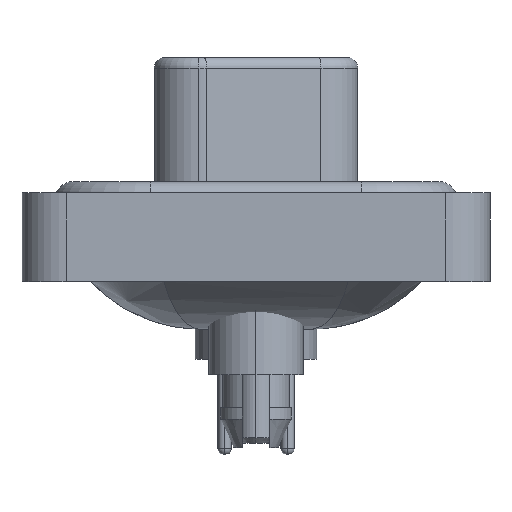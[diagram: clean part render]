
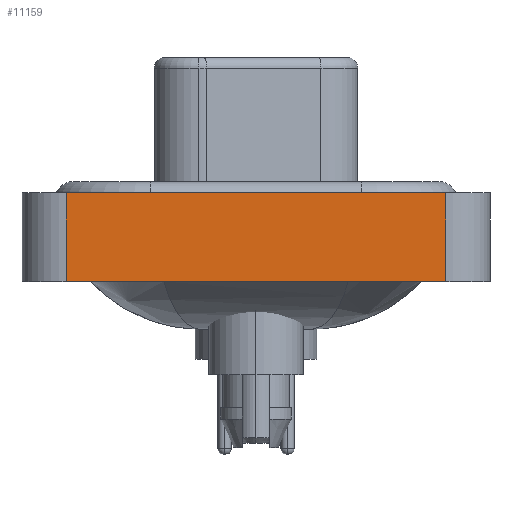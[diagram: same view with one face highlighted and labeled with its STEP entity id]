
A CAD part, left-side view. The second image highlights one B-rep face of the part: STEP entity #11159.
In plain terms, the highlighted planar face has unit normal (-1, 0, 0).
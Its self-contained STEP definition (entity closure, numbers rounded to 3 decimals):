
#443 = VECTOR ( 'NONE', #20852, 1000. ) ;
#761 = VERTEX_POINT ( 'NONE', #9633 ) ;
#1460 = CARTESIAN_POINT ( 'NONE',  ( -7.3, -8.55, -3.6 ) ) ;
#1632 = CARTESIAN_POINT ( 'NONE',  ( -7.3, 8.55, -3.6 ) ) ;
#1747 = ORIENTED_EDGE ( 'NONE', *, *, #20373, .F. ) ;
#3065 = LINE ( 'NONE', #10360, #13706 ) ;
#3338 = CARTESIAN_POINT ( 'NONE',  ( -7.3, 8.55, 0.4 ) ) ;
#4473 = LINE ( 'NONE', #11988, #11009 ) ;
#4778 = EDGE_CURVE ( 'NONE', #761, #17495, #15223, .T. ) ;
#5066 = FACE_OUTER_BOUND ( 'NONE', #12661, .T. ) ;
#5140 = VECTOR ( 'NONE', #23741, 1000. ) ;
#6921 = ORIENTED_EDGE ( 'NONE', *, *, #16200, .T. ) ;
#8380 = EDGE_CURVE ( 'NONE', #11258, #12444, #4473, .T. ) ;
#8631 = DIRECTION ( 'NONE',  ( 0., 0., 1. ) ) ;
#9633 = CARTESIAN_POINT ( 'NONE',  ( -7.3, 8.55, -3.6 ) ) ;
#10360 = CARTESIAN_POINT ( 'NONE',  ( -7.3, -8.55, -3.6 ) ) ;
#10883 = LINE ( 'NONE', #1632, #5140 ) ;
#11009 = VECTOR ( 'NONE', #23245, 1000. ) ;
#11159 = ADVANCED_FACE ( 'NONE', ( #5066 ), #16615, .T. ) ;
#11258 = VERTEX_POINT ( 'NONE', #3338 ) ;
#11988 = CARTESIAN_POINT ( 'NONE',  ( -7.3, -8.55, 0.4 ) ) ;
#12176 = ORIENTED_EDGE ( 'NONE', *, *, #4778, .T. ) ;
#12444 = VERTEX_POINT ( 'NONE', #17180 ) ;
#12661 = EDGE_LOOP ( 'NONE', ( #6921, #19937, #1747, #12176 ) ) ;
#12824 = DIRECTION ( 'NONE',  ( 0., 0., 1. ) ) ;
#13503 = AXIS2_PLACEMENT_3D ( 'NONE', #14788, #23962, #12824 ) ;
#13706 = VECTOR ( 'NONE', #8631, 1000. ) ;
#14788 = CARTESIAN_POINT ( 'NONE',  ( -7.3, -8.55, -3.6 ) ) ;
#15223 = LINE ( 'NONE', #22680, #443 ) ;
#16200 = EDGE_CURVE ( 'NONE', #17495, #12444, #3065, .T. ) ;
#16615 = PLANE ( 'NONE',  #13503 ) ;
#17180 = CARTESIAN_POINT ( 'NONE',  ( -7.3, -8.55, 0.4 ) ) ;
#17495 = VERTEX_POINT ( 'NONE', #1460 ) ;
#19937 = ORIENTED_EDGE ( 'NONE', *, *, #8380, .F. ) ;
#20373 = EDGE_CURVE ( 'NONE', #761, #11258, #10883, .T. ) ;
#20852 = DIRECTION ( 'NONE',  ( 0., -1., 0. ) ) ;
#22680 = CARTESIAN_POINT ( 'NONE',  ( -7.3, -8.55, -3.6 ) ) ;
#23245 = DIRECTION ( 'NONE',  ( 0., -1., 0. ) ) ;
#23741 = DIRECTION ( 'NONE',  ( 0., 0., 1. ) ) ;
#23962 = DIRECTION ( 'NONE',  ( -1., 0., 0. ) ) ;
